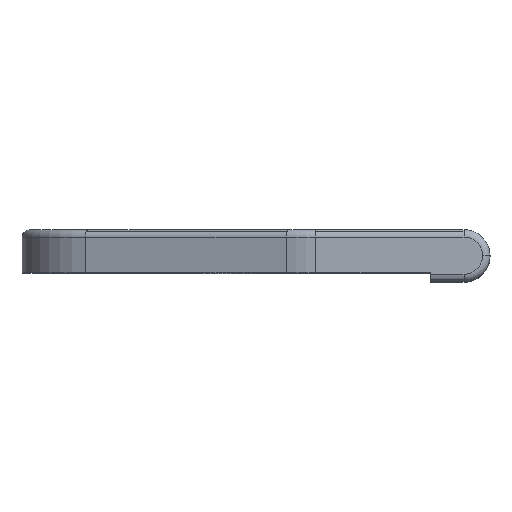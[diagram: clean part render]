
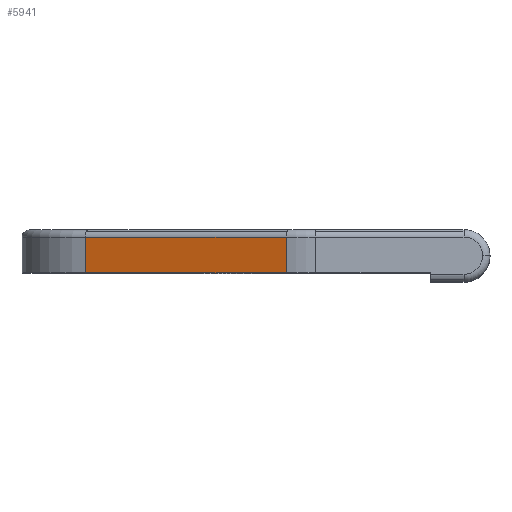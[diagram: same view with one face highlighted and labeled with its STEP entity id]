
A CAD part, top view. The second image highlights one B-rep face of the part: STEP entity #5941.
In plain terms, the highlighted planar face has unit normal (-0.316, 0, 0.949).
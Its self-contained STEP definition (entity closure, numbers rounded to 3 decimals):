
#5883=CARTESIAN_POINT('',(-115.906,-5.6,50.698));
#5884=VERTEX_POINT('',#5883);
#5892=CARTESIAN_POINT('',(-115.906,4.,50.698));
#5893=VERTEX_POINT('',#5892);
#5894=CARTESIAN_POINT('',(-115.906,4.,50.698));
#5895=DIRECTION('',(-0.,-1.,-0.));
#5896=VECTOR('',#5895,9.6);
#5897=LINE('',#5894,#5896);
#5898=EDGE_CURVE('',#5893,#5884,#5897,.T.);
#5911=CARTESIAN_POINT('',(-61.849,6.,68.717));
#5912=DIRECTION('',(0.316,0.,-0.949));
#5913=DIRECTION('',(-0.949,0.,-0.316));
#5914=AXIS2_PLACEMENT_3D('',#5911,#5912,#5913);
#5915=PLANE('',#5914);
#5916=CARTESIAN_POINT('',(-61.849,-5.6,68.717));
#5917=VERTEX_POINT('',#5916);
#5918=CARTESIAN_POINT('',(-61.849,-5.6,68.717));
#5919=DIRECTION('',(-0.949,0.,-0.316));
#5920=VECTOR('',#5919,56.981);
#5921=LINE('',#5918,#5920);
#5922=EDGE_CURVE('',#5917,#5884,#5921,.T.);
#5923=ORIENTED_EDGE('',*,*,#5922,.F.);
#5924=CARTESIAN_POINT('',(-61.849,4.,68.717));
#5925=VERTEX_POINT('',#5924);
#5926=CARTESIAN_POINT('',(-61.849,4.,68.717));
#5927=DIRECTION('',(0.,-1.,0.));
#5928=VECTOR('',#5927,9.6);
#5929=LINE('',#5926,#5928);
#5930=EDGE_CURVE('',#5925,#5917,#5929,.T.);
#5931=ORIENTED_EDGE('',*,*,#5930,.F.);
#5932=CARTESIAN_POINT('',(-115.906,4.,50.698));
#5933=DIRECTION('',(0.949,0.,0.316));
#5934=VECTOR('',#5933,56.981);
#5935=LINE('',#5932,#5934);
#5936=EDGE_CURVE('',#5893,#5925,#5935,.T.);
#5937=ORIENTED_EDGE('',*,*,#5936,.F.);
#5938=ORIENTED_EDGE('',*,*,#5898,.T.);
#5939=EDGE_LOOP('',(#5923,#5931,#5937,#5938));
#5940=FACE_BOUND('',#5939,.T.);
#5941=ADVANCED_FACE('',(#5940),#5915,.F.);
